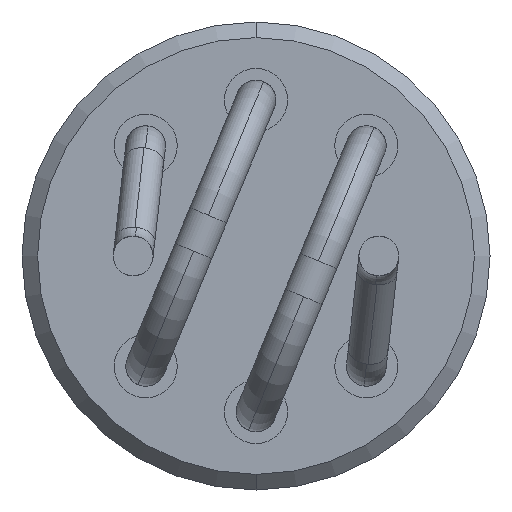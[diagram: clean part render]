
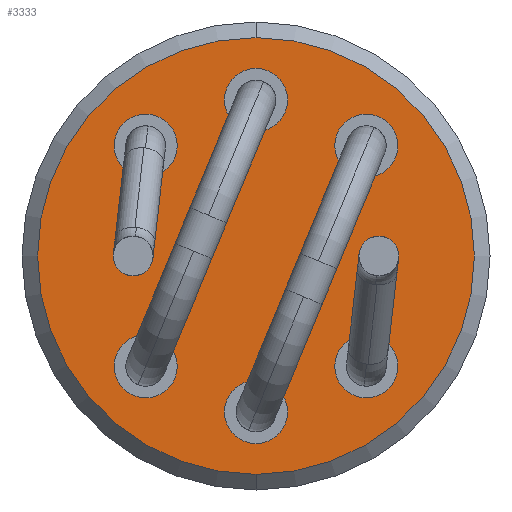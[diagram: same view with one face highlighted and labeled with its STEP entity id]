
A CAD part, front view. The second image highlights one B-rep face of the part: STEP entity #3333.
In plain terms, the highlighted planar face has unit normal (0, -1, 0).
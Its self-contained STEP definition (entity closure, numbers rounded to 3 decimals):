
#30 = VERTEX_POINT ( 'NONE', #762 ) ;
#77 = DIRECTION ( 'NONE',  ( 0., 1., 0. ) ) ;
#118 = CARTESIAN_POINT ( 'NONE',  ( 1.414, 2.18, 1.414 ) ) ;
#119 = EDGE_CURVE ( 'NONE', #1333, #3242, #787, .T. ) ;
#198 = DIRECTION ( 'NONE',  ( 0., 1., 0. ) ) ;
#302 = ORIENTED_EDGE ( 'NONE', *, *, #1491, .T. ) ;
#379 = CARTESIAN_POINT ( 'NONE',  ( -1.414, 2.18, 1.819 ) ) ;
#386 = DIRECTION ( 'NONE',  ( 0., 0., 1. ) ) ;
#454 = VERTEX_POINT ( 'NONE', #2178 ) ;
#480 = EDGE_CURVE ( 'NONE', #562, #3227, #1623, .T. ) ;
#539 = EDGE_CURVE ( 'NONE', #666, #1927, #3678, .T. ) ;
#541 = EDGE_LOOP ( 'NONE', ( #1421, #1918 ) ) ;
#562 = VERTEX_POINT ( 'NONE', #3132 ) ;
#567 = AXIS2_PLACEMENT_3D ( 'NONE', #2245, #1957, #785 ) ;
#587 = ORIENTED_EDGE ( 'NONE', *, *, #119, .T. ) ;
#646 = AXIS2_PLACEMENT_3D ( 'NONE', #1251, #1877, #1336 ) ;
#662 = ORIENTED_EDGE ( 'NONE', *, *, #480, .T. ) ;
#663 = CIRCLE ( 'NONE', #646, 0.405 ) ;
#666 = VERTEX_POINT ( 'NONE', #2532 ) ;
#683 = DIRECTION ( 'NONE',  ( 0., 0., 1. ) ) ;
#762 = CARTESIAN_POINT ( 'NONE',  ( 1.414, 2.18, 1.009 ) ) ;
#785 = DIRECTION ( 'NONE',  ( 0., 0., 1. ) ) ;
#787 = CIRCLE ( 'NONE', #2796, 0.405 ) ;
#809 = CIRCLE ( 'NONE', #3556, 0.405 ) ;
#817 = DIRECTION ( 'NONE',  ( 0., 0., 1. ) ) ;
#818 = EDGE_CURVE ( 'NONE', #930, #3494, #856, .T. ) ;
#856 = CIRCLE ( 'NONE', #3640, 0.405 ) ;
#885 = CARTESIAN_POINT ( 'NONE',  ( 0., 2.18, 2.8 ) ) ;
#930 = VERTEX_POINT ( 'NONE', #3845 ) ;
#951 = DIRECTION ( 'NONE',  ( 0., 1., 0. ) ) ;
#1008 = FACE_BOUND ( 'NONE', #1810, .T. ) ;
#1106 = DIRECTION ( 'NONE',  ( 0., -1., 0. ) ) ;
#1124 = CARTESIAN_POINT ( 'NONE',  ( -1.414, 2.18, 1.414 ) ) ;
#1125 = ORIENTED_EDGE ( 'NONE', *, *, #2082, .T. ) ;
#1251 = CARTESIAN_POINT ( 'NONE',  ( 1.414, 2.18, 1.414 ) ) ;
#1284 = DIRECTION ( 'NONE',  ( 0., 1., 0. ) ) ;
#1333 = VERTEX_POINT ( 'NONE', #3455 ) ;
#1336 = DIRECTION ( 'NONE',  ( 0., 0., 1. ) ) ;
#1344 = EDGE_LOOP ( 'NONE', ( #2344, #2669 ) ) ;
#1367 = DIRECTION ( 'NONE',  ( 0., 0., 1. ) ) ;
#1374 = CIRCLE ( 'NONE', #1765, 0.405 ) ;
#1406 = AXIS2_PLACEMENT_3D ( 'NONE', #3288, #2099, #1752 ) ;
#1421 = ORIENTED_EDGE ( 'NONE', *, *, #2055, .T. ) ;
#1427 = CARTESIAN_POINT ( 'NONE',  ( 0., 2.18, 0. ) ) ;
#1453 = AXIS2_PLACEMENT_3D ( 'NONE', #2904, #3154, #1367 ) ;
#1468 = CIRCLE ( 'NONE', #2121, 2.8 ) ;
#1491 = EDGE_CURVE ( 'NONE', #3494, #930, #3137, .T. ) ;
#1541 = ORIENTED_EDGE ( 'NONE', *, *, #2641, .T. ) ;
#1564 = FACE_BOUND ( 'NONE', #3194, .T. ) ;
#1568 = DIRECTION ( 'NONE',  ( 0., 0., 1. ) ) ;
#1611 = CIRCLE ( 'NONE', #1724, 0.405 ) ;
#1623 = CIRCLE ( 'NONE', #567, 0.405 ) ;
#1655 = EDGE_CURVE ( 'NONE', #2659, #454, #809, .T. ) ;
#1679 = CARTESIAN_POINT ( 'NONE',  ( 0., 2.18, -2.8 ) ) ;
#1724 = AXIS2_PLACEMENT_3D ( 'NONE', #118, #1870, #386 ) ;
#1752 = DIRECTION ( 'NONE',  ( 0., 0., 1. ) ) ;
#1765 = AXIS2_PLACEMENT_3D ( 'NONE', #3529, #2306, #3823 ) ;
#1810 = EDGE_LOOP ( 'NONE', ( #3446, #3159 ) ) ;
#1852 = CARTESIAN_POINT ( 'NONE',  ( 0., 2.18, -1.595 ) ) ;
#1870 = DIRECTION ( 'NONE',  ( 0., 1., 0. ) ) ;
#1877 = DIRECTION ( 'NONE',  ( 0., 1., 0. ) ) ;
#1918 = ORIENTED_EDGE ( 'NONE', *, *, #2974, .T. ) ;
#1919 = CARTESIAN_POINT ( 'NONE',  ( 0., 2.18, 2. ) ) ;
#1927 = VERTEX_POINT ( 'NONE', #2269 ) ;
#1928 = EDGE_CURVE ( 'NONE', #454, #2659, #3370, .T. ) ;
#1933 = CIRCLE ( 'NONE', #3498, 0.405 ) ;
#1952 = EDGE_LOOP ( 'NONE', ( #1541, #2123 ) ) ;
#1957 = DIRECTION ( 'NONE',  ( 0., 1., 0. ) ) ;
#2021 = DIRECTION ( 'NONE',  ( 0., 1., 0. ) ) ;
#2026 = CIRCLE ( 'NONE', #2833, 2.8 ) ;
#2055 = EDGE_CURVE ( 'NONE', #2615, #3053, #1468, .T. ) ;
#2082 = EDGE_CURVE ( 'NONE', #3227, #562, #1374, .T. ) ;
#2087 = EDGE_CURVE ( 'NONE', #30, #2164, #663, .T. ) ;
#2099 = DIRECTION ( 'NONE',  ( 0., 1., 0. ) ) ;
#2121 = AXIS2_PLACEMENT_3D ( 'NONE', #1427, #1106, #2640 ) ;
#2123 = ORIENTED_EDGE ( 'NONE', *, *, #539, .T. ) ;
#2162 = CARTESIAN_POINT ( 'NONE',  ( 1.414, 2.18, -1.414 ) ) ;
#2164 = VERTEX_POINT ( 'NONE', #2783 ) ;
#2165 = FACE_OUTER_BOUND ( 'NONE', #541, .T. ) ;
#2175 = DIRECTION ( 'NONE',  ( 0., 0., 1. ) ) ;
#2178 = CARTESIAN_POINT ( 'NONE',  ( 0., 2.18, 2.405 ) ) ;
#2245 = CARTESIAN_POINT ( 'NONE',  ( -1.414, 2.18, -1.414 ) ) ;
#2264 = FACE_BOUND ( 'NONE', #1344, .T. ) ;
#2269 = CARTESIAN_POINT ( 'NONE',  ( 1.414, 2.18, -1.819 ) ) ;
#2306 = DIRECTION ( 'NONE',  ( 0., 1., 0. ) ) ;
#2320 = DIRECTION ( 'NONE',  ( 0., 1., 0. ) ) ;
#2344 = ORIENTED_EDGE ( 'NONE', *, *, #2087, .T. ) ;
#2366 = EDGE_LOOP ( 'NONE', ( #662, #1125 ) ) ;
#2406 = FACE_BOUND ( 'NONE', #2366, .T. ) ;
#2468 = CARTESIAN_POINT ( 'NONE',  ( -1.414, 2.18, 1.414 ) ) ;
#2529 = DIRECTION ( 'NONE',  ( 0., 1., 0. ) ) ;
#2532 = CARTESIAN_POINT ( 'NONE',  ( 1.414, 2.18, -1.009 ) ) ;
#2561 = DIRECTION ( 'NONE',  ( 0., 0., 1. ) ) ;
#2568 = CARTESIAN_POINT ( 'NONE',  ( 1.414, 2.18, -1.414 ) ) ;
#2594 = CIRCLE ( 'NONE', #3805, 0.405 ) ;
#2599 = AXIS2_PLACEMENT_3D ( 'NONE', #2912, #2021, #3523 ) ;
#2615 = VERTEX_POINT ( 'NONE', #885 ) ;
#2640 = DIRECTION ( 'NONE',  ( 0., 0., 1. ) ) ;
#2641 = EDGE_CURVE ( 'NONE', #1927, #666, #1933, .T. ) ;
#2659 = VERTEX_POINT ( 'NONE', #3051 ) ;
#2669 = ORIENTED_EDGE ( 'NONE', *, *, #3013, .T. ) ;
#2699 = DIRECTION ( 'NONE',  ( 0., 0., 1. ) ) ;
#2737 = CARTESIAN_POINT ( 'NONE',  ( 0., 2.18, -2. ) ) ;
#2783 = CARTESIAN_POINT ( 'NONE',  ( 1.414, 2.18, 1.819 ) ) ;
#2796 = AXIS2_PLACEMENT_3D ( 'NONE', #1124, #2320, #817 ) ;
#2833 = AXIS2_PLACEMENT_3D ( 'NONE', #3375, #3352, #1568 ) ;
#2834 = DIRECTION ( 'NONE',  ( 0., 0., 1. ) ) ;
#2904 = CARTESIAN_POINT ( 'NONE',  ( 0., 2.18, 2. ) ) ;
#2912 = CARTESIAN_POINT ( 'NONE',  ( 0., 2.18, -2. ) ) ;
#2940 = EDGE_LOOP ( 'NONE', ( #3188, #302 ) ) ;
#2974 = EDGE_CURVE ( 'NONE', #3053, #2615, #2026, .T. ) ;
#3013 = EDGE_CURVE ( 'NONE', #2164, #30, #1611, .T. ) ;
#3044 = AXIS2_PLACEMENT_3D ( 'NONE', #2568, #198, #2834 ) ;
#3051 = CARTESIAN_POINT ( 'NONE',  ( 0., 2.18, 1.595 ) ) ;
#3053 = VERTEX_POINT ( 'NONE', #1679 ) ;
#3132 = CARTESIAN_POINT ( 'NONE',  ( -1.414, 2.18, -1.819 ) ) ;
#3137 = CIRCLE ( 'NONE', #2599, 0.405 ) ;
#3154 = DIRECTION ( 'NONE',  ( 0., 1., 0. ) ) ;
#3159 = ORIENTED_EDGE ( 'NONE', *, *, #1928, .T. ) ;
#3188 = ORIENTED_EDGE ( 'NONE', *, *, #818, .T. ) ;
#3194 = EDGE_LOOP ( 'NONE', ( #587, #3295 ) ) ;
#3210 = FACE_BOUND ( 'NONE', #2940, .T. ) ;
#3220 = EDGE_CURVE ( 'NONE', #3242, #1333, #2594, .T. ) ;
#3227 = VERTEX_POINT ( 'NONE', #3659 ) ;
#3242 = VERTEX_POINT ( 'NONE', #379 ) ;
#3288 = CARTESIAN_POINT ( 'NONE',  ( 0., 2.18, 0. ) ) ;
#3295 = ORIENTED_EDGE ( 'NONE', *, *, #3220, .T. ) ;
#3300 = FACE_BOUND ( 'NONE', #1952, .T. ) ;
#3333 = ADVANCED_FACE ( 'NONE', ( #1564, #1008, #2264, #3300, #3210, #2406, #2165 ), #3552, .F. ) ;
#3352 = DIRECTION ( 'NONE',  ( 0., -1., 0. ) ) ;
#3370 = CIRCLE ( 'NONE', #1453, 0.405 ) ;
#3375 = CARTESIAN_POINT ( 'NONE',  ( 0., 2.18, 0. ) ) ;
#3446 = ORIENTED_EDGE ( 'NONE', *, *, #1655, .T. ) ;
#3455 = CARTESIAN_POINT ( 'NONE',  ( -1.414, 2.18, 1.009 ) ) ;
#3494 = VERTEX_POINT ( 'NONE', #1852 ) ;
#3498 = AXIS2_PLACEMENT_3D ( 'NONE', #2162, #1284, #683 ) ;
#3523 = DIRECTION ( 'NONE',  ( 0., 0., 1. ) ) ;
#3529 = CARTESIAN_POINT ( 'NONE',  ( -1.414, 2.18, -1.414 ) ) ;
#3552 = PLANE ( 'NONE',  #1406 ) ;
#3556 = AXIS2_PLACEMENT_3D ( 'NONE', #1919, #2529, #2561 ) ;
#3640 = AXIS2_PLACEMENT_3D ( 'NONE', #2737, #951, #2699 ) ;
#3659 = CARTESIAN_POINT ( 'NONE',  ( -1.414, 2.18, -1.009 ) ) ;
#3678 = CIRCLE ( 'NONE', #3044, 0.405 ) ;
#3805 = AXIS2_PLACEMENT_3D ( 'NONE', #2468, #77, #2175 ) ;
#3823 = DIRECTION ( 'NONE',  ( 0., 0., 1. ) ) ;
#3845 = CARTESIAN_POINT ( 'NONE',  ( 0., 2.18, -2.405 ) ) ;
